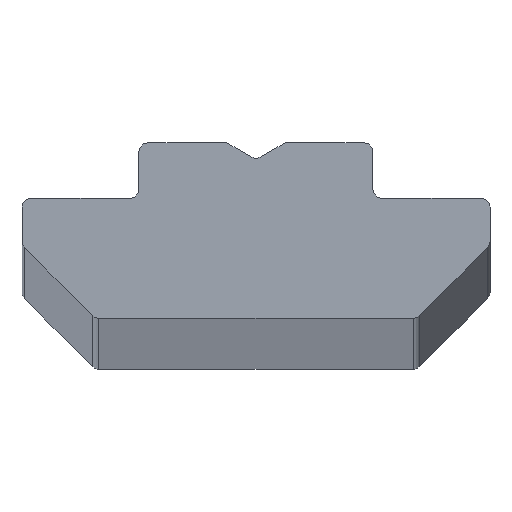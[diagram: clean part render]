
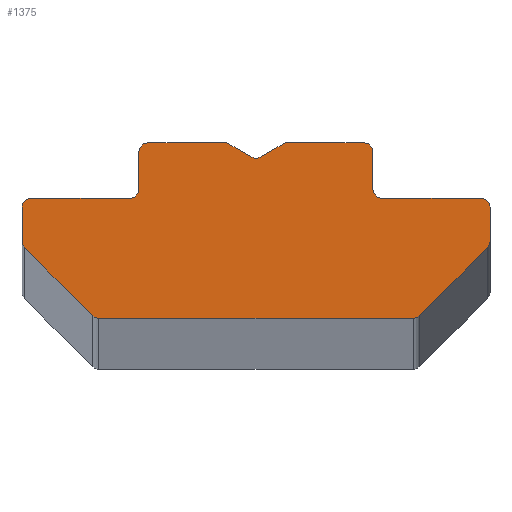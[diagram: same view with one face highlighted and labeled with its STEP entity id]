
A CAD part, top view. The second image highlights one B-rep face of the part: STEP entity #1375.
In plain terms, the highlighted planar face has unit normal (0, 0, 1).
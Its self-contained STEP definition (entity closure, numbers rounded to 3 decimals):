
#677=CARTESIAN_POINT('',(-7.7,-3.376,1000.));
#678=DIRECTION('',(0.,0.,1.));
#679=DIRECTION('',(-1.,0.,0.));
#680=AXIS2_PLACEMENT_3D('',#677,#678,#679);
#685=DIRECTION('',(0.,-1.,0.));
#686=VECTOR('',#685,1.176);
#687=CARTESIAN_POINT('',(-8.,-2.2,1000.));
#688=LINE('',#687,#686);
#692=CARTESIAN_POINT('',(-7.7,-2.2,1000.));
#693=DIRECTION('',(0.,0.,1.));
#694=DIRECTION('',(0.,1.,0.));
#695=AXIS2_PLACEMENT_3D('',#692,#693,#694);
#700=DIRECTION('',(-1.,0.,0.));
#701=VECTOR('',#700,3.4);
#702=CARTESIAN_POINT('',(-4.3,-1.9,1000.));
#703=LINE('',#702,#701);
#707=CARTESIAN_POINT('',(-4.3,-1.6,1000.));
#708=DIRECTION('',(0.,0.,-1.));
#709=DIRECTION('',(1.,0.,0.));
#710=AXIS2_PLACEMENT_3D('',#707,#708,#709);
#715=DIRECTION('',(0.,-1.,0.));
#716=VECTOR('',#715,1.3);
#717=CARTESIAN_POINT('',(-4.,-0.3,1000.));
#718=LINE('',#717,#716);
#722=CARTESIAN_POINT('',(-3.7,-0.3,1000.));
#723=DIRECTION('',(0.,0.,1.));
#724=DIRECTION('',(0.,1.,0.));
#725=AXIS2_PLACEMENT_3D('',#722,#723,#724);
#730=DIRECTION('',(-1.,0.,0.));
#731=VECTOR('',#730,2.7);
#732=CARTESIAN_POINT('',(-1.,0.,1000.));
#733=LINE('',#732,#731);
#737=DIRECTION('',(-0.866,0.5,0.));
#738=VECTOR('',#737,0.981);
#739=CARTESIAN_POINT('',(-0.15,-0.491,1000.));
#740=LINE('',#739,#738);
#744=CARTESIAN_POINT('',(0.,-0.231,1000.));
#745=DIRECTION('',(0.,0.,-1.));
#746=DIRECTION('',(0.5,-0.866,0.));
#747=AXIS2_PLACEMENT_3D('',#744,#745,#746);
#752=DIRECTION('',(-0.866,-0.5,0.));
#753=VECTOR('',#752,0.981);
#754=CARTESIAN_POINT('',(1.,0.,1000.));
#755=LINE('',#754,#753);
#759=DIRECTION('',(-1.,0.,0.));
#760=VECTOR('',#759,2.7);
#761=CARTESIAN_POINT('',(3.7,0.,1000.));
#762=LINE('',#761,#760);
#766=CARTESIAN_POINT('',(3.7,-0.3,1000.));
#767=DIRECTION('',(0.,0.,1.));
#768=DIRECTION('',(1.,0.,0.));
#769=AXIS2_PLACEMENT_3D('',#766,#767,#768);
#774=DIRECTION('',(0.,1.,0.));
#775=VECTOR('',#774,1.3);
#776=CARTESIAN_POINT('',(4.,-1.6,1000.));
#777=LINE('',#776,#775);
#781=CARTESIAN_POINT('',(4.3,-1.6,1000.));
#782=DIRECTION('',(0.,0.,-1.));
#783=DIRECTION('',(0.,-1.,0.));
#784=AXIS2_PLACEMENT_3D('',#781,#782,#783);
#789=DIRECTION('',(-1.,0.,0.));
#790=VECTOR('',#789,3.4);
#791=CARTESIAN_POINT('',(7.7,-1.9,1000.));
#792=LINE('',#791,#790);
#796=CARTESIAN_POINT('',(7.7,-2.2,1000.));
#797=DIRECTION('',(0.,0.,1.));
#798=DIRECTION('',(1.,0.,0.));
#799=AXIS2_PLACEMENT_3D('',#796,#797,#798);
#804=DIRECTION('',(0.,1.,0.));
#805=VECTOR('',#804,1.176);
#806=CARTESIAN_POINT('',(8.,-3.376,1000.));
#807=LINE('',#806,#805);
#811=CARTESIAN_POINT('',(7.7,-3.376,1000.));
#812=DIRECTION('',(0.,0.,1.));
#813=DIRECTION('',(0.707,-0.707,0.));
#814=AXIS2_PLACEMENT_3D('',#811,#812,#813);
#819=DIRECTION('',(0.707,0.707,0.));
#820=VECTOR('',#819,3.287);
#821=CARTESIAN_POINT('',(5.588,-5.912,1000.));
#822=LINE('',#821,#820);
#826=CARTESIAN_POINT('',(5.376,-5.7,1000.));
#827=DIRECTION('',(0.,0.,1.));
#828=DIRECTION('',(0.,-1.,0.));
#829=AXIS2_PLACEMENT_3D('',#826,#827,#828);
#834=DIRECTION('',(1.,0.,0.));
#835=VECTOR('',#834,10.751);
#836=CARTESIAN_POINT('',(-5.376,-6.,1000.));
#837=LINE('',#836,#835);
#841=CARTESIAN_POINT('',(-5.376,-5.7,1000.));
#842=DIRECTION('',(0.,0.,1.));
#843=DIRECTION('',(-0.707,-0.707,0.));
#844=AXIS2_PLACEMENT_3D('',#841,#842,#843);
#849=DIRECTION('',(0.707,-0.707,0.));
#850=VECTOR('',#849,3.287);
#851=CARTESIAN_POINT('',(-7.912,-3.588,1000.));
#852=LINE('',#851,#850);
#904=CARTESIAN_POINT('',(-8.,-3.376,1000.));
#905=CARTESIAN_POINT('',(-7.912,-3.588,1000.));
#906=VERTEX_POINT('',#904);
#907=VERTEX_POINT('',#905);
#908=CARTESIAN_POINT('',(-5.588,-5.912,1000.));
#909=VERTEX_POINT('',#908);
#910=CARTESIAN_POINT('',(-5.376,-6.,1000.));
#911=VERTEX_POINT('',#910);
#912=CARTESIAN_POINT('',(5.376,-6.,1000.));
#913=VERTEX_POINT('',#912);
#914=CARTESIAN_POINT('',(5.588,-5.912,1000.));
#915=VERTEX_POINT('',#914);
#916=CARTESIAN_POINT('',(7.912,-3.588,1000.));
#917=VERTEX_POINT('',#916);
#918=CARTESIAN_POINT('',(8.,-3.376,1000.));
#919=VERTEX_POINT('',#918);
#920=CARTESIAN_POINT('',(8.,-2.2,1000.));
#921=VERTEX_POINT('',#920);
#922=CARTESIAN_POINT('',(7.7,-1.9,1000.));
#923=VERTEX_POINT('',#922);
#924=CARTESIAN_POINT('',(4.3,-1.9,1000.));
#925=VERTEX_POINT('',#924);
#926=CARTESIAN_POINT('',(4.,-1.6,1000.));
#927=VERTEX_POINT('',#926);
#928=CARTESIAN_POINT('',(4.,-0.3,1000.));
#929=VERTEX_POINT('',#928);
#930=CARTESIAN_POINT('',(3.7,0.,1000.));
#931=VERTEX_POINT('',#930);
#932=CARTESIAN_POINT('',(1.,0.,1000.));
#933=VERTEX_POINT('',#932);
#934=CARTESIAN_POINT('',(0.15,-0.491,1000.));
#935=VERTEX_POINT('',#934);
#936=CARTESIAN_POINT('',(-0.15,-0.491,1000.));
#937=VERTEX_POINT('',#936);
#938=CARTESIAN_POINT('',(-1.,0.,1000.));
#939=VERTEX_POINT('',#938);
#940=CARTESIAN_POINT('',(-3.7,0.,1000.));
#941=VERTEX_POINT('',#940);
#942=CARTESIAN_POINT('',(-4.,-0.3,1000.));
#943=VERTEX_POINT('',#942);
#944=CARTESIAN_POINT('',(-4.,-1.6,1000.));
#945=VERTEX_POINT('',#944);
#946=CARTESIAN_POINT('',(-4.3,-1.9,1000.));
#947=VERTEX_POINT('',#946);
#948=CARTESIAN_POINT('',(-7.7,-1.9,1000.));
#949=VERTEX_POINT('',#948);
#950=CARTESIAN_POINT('',(-8.,-2.2,1000.));
#951=VERTEX_POINT('',#950);
#1344=CARTESIAN_POINT('',(0.,0.,1000.));
#1345=DIRECTION('',(0.,0.,1.));
#1346=DIRECTION('',(1.,0.,0.));
#1347=AXIS2_PLACEMENT_3D('',#1344,#1345,#1346);
#1348=PLANE('',#1347);
#1349=ORIENTED_EDGE('',*,*,#1016,.F.);
#1350=ORIENTED_EDGE('',*,*,#1031,.F.);
#1351=ORIENTED_EDGE('',*,*,#1045,.F.);
#1352=ORIENTED_EDGE('',*,*,#1059,.F.);
#1353=ORIENTED_EDGE('',*,*,#1073,.F.);
#1354=ORIENTED_EDGE('',*,*,#1087,.F.);
#1355=ORIENTED_EDGE('',*,*,#1101,.F.);
#1356=ORIENTED_EDGE('',*,*,#1115,.F.);
#1357=ORIENTED_EDGE('',*,*,#1129,.F.);
#1358=ORIENTED_EDGE('',*,*,#1143,.F.);
#1359=ORIENTED_EDGE('',*,*,#1157,.F.);
#1360=ORIENTED_EDGE('',*,*,#1171,.F.);
#1361=ORIENTED_EDGE('',*,*,#1185,.F.);
#1362=ORIENTED_EDGE('',*,*,#1199,.F.);
#1363=ORIENTED_EDGE('',*,*,#1213,.F.);
#1364=ORIENTED_EDGE('',*,*,#1227,.F.);
#1365=ORIENTED_EDGE('',*,*,#1241,.F.);
#1366=ORIENTED_EDGE('',*,*,#1255,.F.);
#1367=ORIENTED_EDGE('',*,*,#1269,.F.);
#1368=ORIENTED_EDGE('',*,*,#1283,.F.);
#1369=ORIENTED_EDGE('',*,*,#1297,.F.);
#1370=ORIENTED_EDGE('',*,*,#1311,.F.);
#1371=ORIENTED_EDGE('',*,*,#1325,.F.);
#1372=ORIENTED_EDGE('',*,*,#1338,.F.);
#1373=EDGE_LOOP('',(#1349,#1350,#1351,#1352,#1353,#1354,#1355,#1356,#1357,#1358,
#1359,#1360,#1361,#1362,#1363,#1364,#1365,#1366,#1367,#1368,#1369,#1370,#1371,
#1372));
#1374=FACE_OUTER_BOUND('',#1373,.F.);
#681=CIRCLE('',#680,0.3);
#696=CIRCLE('',#695,0.3);
#711=CIRCLE('',#710,0.3);
#726=CIRCLE('',#725,0.3);
#748=CIRCLE('',#747,0.3);
#770=CIRCLE('',#769,0.3);
#785=CIRCLE('',#784,0.3);
#800=CIRCLE('',#799,0.3);
#815=CIRCLE('',#814,0.3);
#830=CIRCLE('',#829,0.3);
#845=CIRCLE('',#844,0.3);
#1016=EDGE_CURVE('',#906,#907,#681,.T.);
#1031=EDGE_CURVE('',#951,#906,#688,.T.);
#1045=EDGE_CURVE('',#949,#951,#696,.T.);
#1059=EDGE_CURVE('',#947,#949,#703,.T.);
#1073=EDGE_CURVE('',#945,#947,#711,.T.);
#1087=EDGE_CURVE('',#943,#945,#718,.T.);
#1101=EDGE_CURVE('',#941,#943,#726,.T.);
#1115=EDGE_CURVE('',#939,#941,#733,.T.);
#1129=EDGE_CURVE('',#937,#939,#740,.T.);
#1143=EDGE_CURVE('',#935,#937,#748,.T.);
#1157=EDGE_CURVE('',#933,#935,#755,.T.);
#1171=EDGE_CURVE('',#931,#933,#762,.T.);
#1185=EDGE_CURVE('',#929,#931,#770,.T.);
#1199=EDGE_CURVE('',#927,#929,#777,.T.);
#1213=EDGE_CURVE('',#925,#927,#785,.T.);
#1227=EDGE_CURVE('',#923,#925,#792,.T.);
#1241=EDGE_CURVE('',#921,#923,#800,.T.);
#1255=EDGE_CURVE('',#919,#921,#807,.T.);
#1269=EDGE_CURVE('',#917,#919,#815,.T.);
#1283=EDGE_CURVE('',#915,#917,#822,.T.);
#1297=EDGE_CURVE('',#913,#915,#830,.T.);
#1311=EDGE_CURVE('',#911,#913,#837,.T.);
#1325=EDGE_CURVE('',#909,#911,#845,.T.);
#1338=EDGE_CURVE('',#907,#909,#852,.T.);
#1375=ADVANCED_FACE('',(#1374),#1348,.T.);
